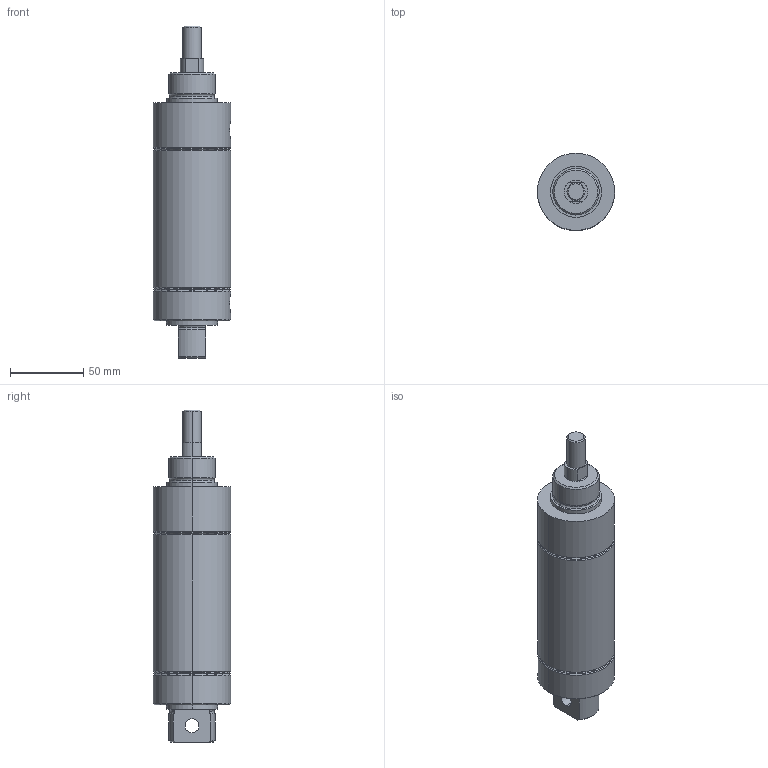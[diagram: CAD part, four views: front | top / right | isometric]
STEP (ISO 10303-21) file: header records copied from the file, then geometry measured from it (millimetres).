
FILE_DESCRIPTION (( 'STEP AP214' ), '1' );
FILE_NAME ('A32020DD-M.step', '2017-04-04T20:40:35', ( '' ), ( '' ), 'SwSTEP 2.0', 'SolidWorks 2017', '' );
FILE_SCHEMA (( 'AUTOMOTIVE_DESIGN' ));
Length unit declared in the file: inch
Products named in the file (3): A32020DD-M-Rod; A32020DD-M-MainBody; A32020DD-M
Assembly tree (2 placements, depth 2):
  A32020DD-M
    A32020DD-M-MainBody
    A32020DD-M-Rod
Bounding box: 52.83 x 52.83 x 227.08 mm (x, y, z)
Volume: 263966.5 mm3; surface area: 65696.7 mm2
Topology: 2 solids, 2 shells, 88 faces, 197 edges, 119 vertices
Faces by surface type: cylinder 30, cone 30, plane 20, torus 8
Entity records: 2863 total; most frequent: CARTESIAN_POINT 737, DIRECTION 465, ORIENTED_EDGE 390, EDGE_CURVE 195, AXIS2_PLACEMENT_3D 195, VERTEX_POINT 119, CIRCLE 102, EDGE_LOOP 100
